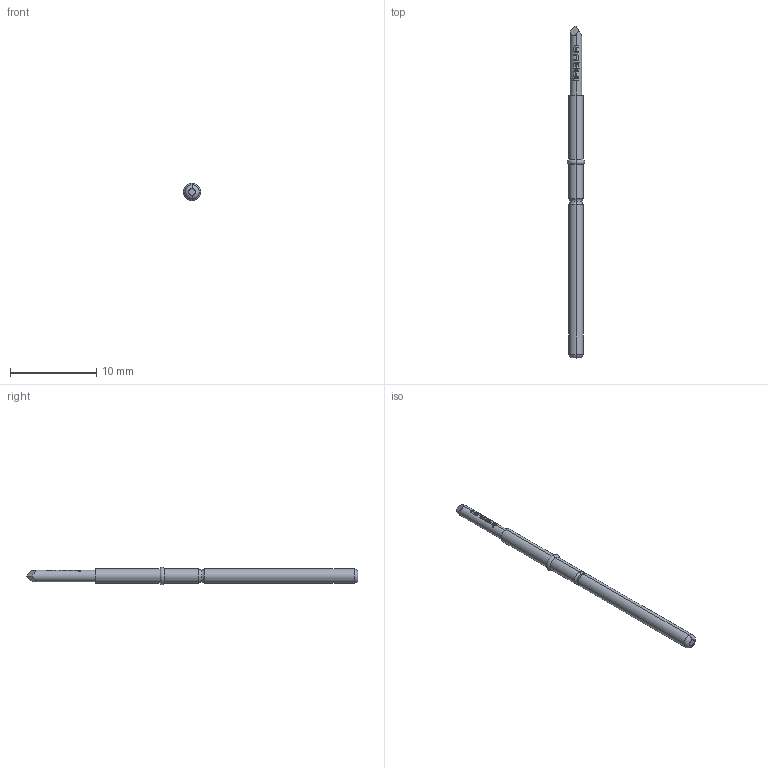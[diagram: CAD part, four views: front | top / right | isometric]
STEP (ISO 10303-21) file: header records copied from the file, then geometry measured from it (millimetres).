
FILE_DESCRIPTION (( 'STEP AP203' ), '1' );
FILE_NAME ('INGUN_GKS-422_307_130_A_xx08.STEP', '2022-01-28T10:25:08', ( 'ochi' ), ( '' ), 'SwSTEP 2.0', 'SolidWorks 2018', '' );
FILE_SCHEMA (( 'CONFIG_CONTROL_DESIGN' ));
Length unit declared in the file: millimetre
Products named in the file (1): INGUN_GKS-422_307_130_A_xx08
Bounding box: 2 x 38.4 x 2 mm (x, y, z)
Volume: 74.9 mm3; surface area: 192.8 mm2
Topology: 1 solids, 1 shells, 102 faces, 282 edges, 184 vertices
Faces by surface type: plane 45, cylinder 27, bspline 22, torus 8
Entity records: 3631 total; most frequent: CARTESIAN_POINT 1104, ORIENTED_EDGE 564, DIRECTION 455, EDGE_CURVE 282, VERTEX_POINT 184, AXIS2_PLACEMENT_3D 183, EDGE_LOOP 104, FACE_OUTER_BOUND 102
